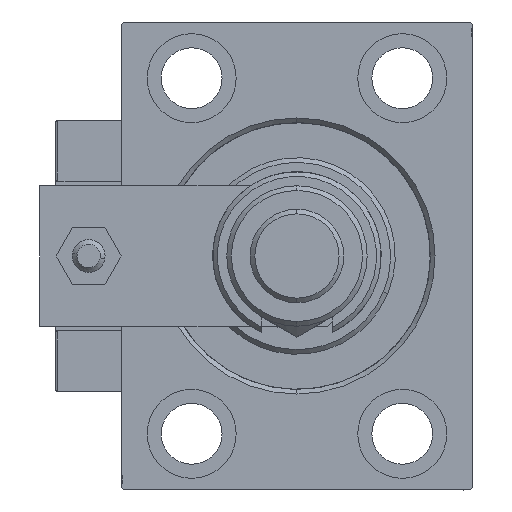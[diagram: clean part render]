
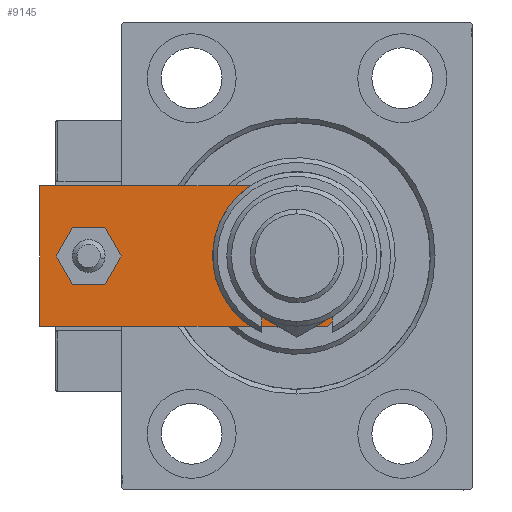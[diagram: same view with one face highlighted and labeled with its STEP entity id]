
A CAD part, left-side view. The second image highlights one B-rep face of the part: STEP entity #9145.
In plain terms, the highlighted face is planar.
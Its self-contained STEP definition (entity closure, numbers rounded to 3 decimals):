
#267 = DIRECTION ( 'NONE',  ( 0., 1., 0. ) ) ;
#1075 = ORIENTED_EDGE ( 'NONE', *, *, #33944, .F. ) ;
#1878 = CARTESIAN_POINT ( 'NONE',  ( 0., 59.5, 8. ) ) ;
#2481 = LINE ( 'NONE', #24443, #20645 ) ;
#4501 = VERTEX_POINT ( 'NONE', #6948 ) ;
#4736 = EDGE_CURVE ( 'NONE', #14693, #40013, #2481, .T. ) ;
#5879 = EDGE_LOOP ( 'NONE', ( #36137, #6741 ) ) ;
#6128 = CIRCLE ( 'NONE', #48562, 4. ) ;
#6741 = ORIENTED_EDGE ( 'NONE', *, *, #19395, .F. ) ;
#6750 = EDGE_CURVE ( 'NONE', #19847, #22208, #23022, .T. ) ;
#6933 = DIRECTION ( 'NONE',  ( 0.707, -0.707, 0. ) ) ;
#6948 = CARTESIAN_POINT ( 'NONE',  ( 10., 15., 8. ) ) ;
#7551 = DIRECTION ( 'NONE',  ( 0.707, 0.707, 0. ) ) ;
#8322 = CARTESIAN_POINT ( 'NONE',  ( 0., 15., 8. ) ) ;
#8765 = ORIENTED_EDGE ( 'NONE', *, *, #42705, .T. ) ;
#9145 = ADVANCED_FACE ( 'NONE', ( #20083, #46386, #16543 ), #33087, .T. ) ;
#9660 = DIRECTION ( 'NONE',  ( 0., -1., 0. ) ) ;
#10409 = EDGE_CURVE ( 'NONE', #18544, #41299, #46027, .T. ) ;
#12659 = DIRECTION ( 'NONE',  ( 1., 0., 0. ) ) ;
#12705 = VECTOR ( 'NONE', #6933, 1000. ) ;
#13866 = EDGE_LOOP ( 'NONE', ( #15177, #41648, #8765, #23268, #31500, #20437 ) ) ;
#14693 = VERTEX_POINT ( 'NONE', #28451 ) ;
#15177 = ORIENTED_EDGE ( 'NONE', *, *, #38373, .T. ) ;
#15199 = AXIS2_PLACEMENT_3D ( 'NONE', #25535, #51025, #26322 ) ;
#16543 = FACE_BOUND ( 'NONE', #5879, .T. ) ;
#17498 = ORIENTED_EDGE ( 'NONE', *, *, #10409, .F. ) ;
#18544 = VERTEX_POINT ( 'NONE', #26788 ) ;
#18733 = CARTESIAN_POINT ( 'NONE',  ( -15., 0., 8. ) ) ;
#19395 = EDGE_CURVE ( 'NONE', #4501, #30645, #38574, .T. ) ;
#19847 = VERTEX_POINT ( 'NONE', #27803 ) ;
#19878 = VECTOR ( 'NONE', #7551, 1000. ) ;
#20075 = CARTESIAN_POINT ( 'NONE',  ( -15., 70., 8. ) ) ;
#20083 = FACE_BOUND ( 'NONE', #48594, .T. ) ;
#20437 = ORIENTED_EDGE ( 'NONE', *, *, #4736, .T. ) ;
#20645 = VECTOR ( 'NONE', #43993, 1000. ) ;
#21158 = LINE ( 'NONE', #41783, #38961 ) ;
#21520 = VECTOR ( 'NONE', #47761, 1000. ) ;
#22208 = VERTEX_POINT ( 'NONE', #51029 ) ;
#22638 = CARTESIAN_POINT ( 'NONE',  ( 0., 59.5, 8. ) ) ;
#23022 = LINE ( 'NONE', #39571, #19878 ) ;
#23268 = ORIENTED_EDGE ( 'NONE', *, *, #6750, .T. ) ;
#24443 = CARTESIAN_POINT ( 'NONE',  ( 15., 70., 8. ) ) ;
#25535 = CARTESIAN_POINT ( 'NONE',  ( 0., 15., 8. ) ) ;
#25613 = EDGE_CURVE ( 'NONE', #30645, #4501, #48222, .T. ) ;
#25660 = LINE ( 'NONE', #20075, #26168 ) ;
#25810 = EDGE_CURVE ( 'NONE', #49931, #39271, #52244, .T. ) ;
#26168 = VECTOR ( 'NONE', #9660, 1000. ) ;
#26322 = DIRECTION ( 'NONE',  ( 1., 0., 0. ) ) ;
#26788 = CARTESIAN_POINT ( 'NONE',  ( -4., 59.5, 8. ) ) ;
#27803 = CARTESIAN_POINT ( 'NONE',  ( 6.5, 0., 8. ) ) ;
#27898 = CARTESIAN_POINT ( 'NONE',  ( -15., 8.5, 8. ) ) ;
#28451 = CARTESIAN_POINT ( 'NONE',  ( 15., 70., 8. ) ) ;
#29651 = CARTESIAN_POINT ( 'NONE',  ( 4., 59.5, 8. ) ) ;
#30645 = VERTEX_POINT ( 'NONE', #36683 ) ;
#31500 = ORIENTED_EDGE ( 'NONE', *, *, #45296, .T. ) ;
#33087 = PLANE ( 'NONE',  #51212 ) ;
#33682 = CARTESIAN_POINT ( 'NONE',  ( -15., 70., 8. ) ) ;
#33944 = EDGE_CURVE ( 'NONE', #41299, #18544, #6128, .T. ) ;
#34685 = DIRECTION ( 'NONE',  ( 1., 0., 0. ) ) ;
#36137 = ORIENTED_EDGE ( 'NONE', *, *, #25613, .F. ) ;
#36625 = DIRECTION ( 'NONE',  ( 0., 0., 1. ) ) ;
#36683 = CARTESIAN_POINT ( 'NONE',  ( -10., 15., 8. ) ) ;
#38373 = EDGE_CURVE ( 'NONE', #40013, #49931, #25660, .T. ) ;
#38574 = CIRCLE ( 'NONE', #15199, 10. ) ;
#38961 = VECTOR ( 'NONE', #267, 1000. ) ;
#39271 = VERTEX_POINT ( 'NONE', #49357 ) ;
#39571 = CARTESIAN_POINT ( 'NONE',  ( 3.25, -3.25, 8. ) ) ;
#40013 = VERTEX_POINT ( 'NONE', #33682 ) ;
#40161 = CARTESIAN_POINT ( 'NONE',  ( 0., 0., 8. ) ) ;
#41299 = VERTEX_POINT ( 'NONE', #29651 ) ;
#41648 = ORIENTED_EDGE ( 'NONE', *, *, #25810, .T. ) ;
#41783 = CARTESIAN_POINT ( 'NONE',  ( 15., 0., 8. ) ) ;
#42705 = EDGE_CURVE ( 'NONE', #39271, #19847, #43423, .T. ) ;
#42714 = DIRECTION ( 'NONE',  ( 1., 0., 0. ) ) ;
#43142 = AXIS2_PLACEMENT_3D ( 'NONE', #8322, #49829, #12659 ) ;
#43423 = LINE ( 'NONE', #18733, #21520 ) ;
#43993 = DIRECTION ( 'NONE',  ( -1., 0., 0. ) ) ;
#44106 = CARTESIAN_POINT ( 'NONE',  ( -3.25, -3.25, 8. ) ) ;
#45174 = AXIS2_PLACEMENT_3D ( 'NONE', #1878, #51778, #34685 ) ;
#45296 = EDGE_CURVE ( 'NONE', #22208, #14693, #21158, .T. ) ;
#46027 = CIRCLE ( 'NONE', #45174, 4. ) ;
#46386 = FACE_OUTER_BOUND ( 'NONE', #13866, .T. ) ;
#47761 = DIRECTION ( 'NONE',  ( 1., 0., 0. ) ) ;
#48222 = CIRCLE ( 'NONE', #43142, 10. ) ;
#48562 = AXIS2_PLACEMENT_3D ( 'NONE', #22638, #50588, #42714 ) ;
#48594 = EDGE_LOOP ( 'NONE', ( #17498, #1075 ) ) ;
#49357 = CARTESIAN_POINT ( 'NONE',  ( -6.5, 0., 8. ) ) ;
#49829 = DIRECTION ( 'NONE',  ( 0., 0., 1. ) ) ;
#49931 = VERTEX_POINT ( 'NONE', #27898 ) ;
#50588 = DIRECTION ( 'NONE',  ( 0., 0., 1. ) ) ;
#51025 = DIRECTION ( 'NONE',  ( 0., 0., 1. ) ) ;
#51029 = CARTESIAN_POINT ( 'NONE',  ( 15., 8.5, 8. ) ) ;
#51212 = AXIS2_PLACEMENT_3D ( 'NONE', #40161, #36625, #53185 ) ;
#51778 = DIRECTION ( 'NONE',  ( 0., 0., 1. ) ) ;
#52244 = LINE ( 'NONE', #44106, #12705 ) ;
#53185 = DIRECTION ( 'NONE',  ( 1., 0., 0. ) ) ;
